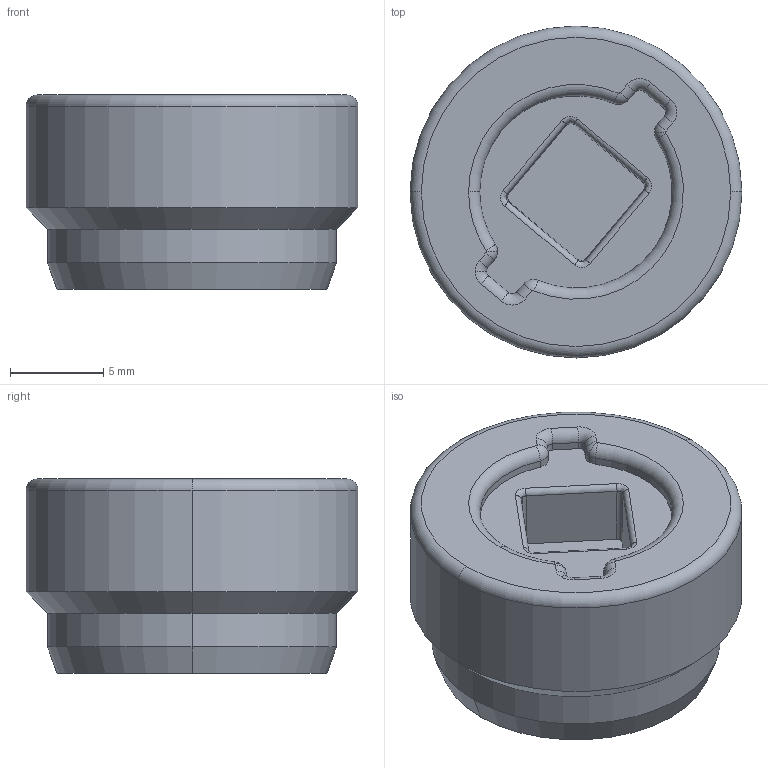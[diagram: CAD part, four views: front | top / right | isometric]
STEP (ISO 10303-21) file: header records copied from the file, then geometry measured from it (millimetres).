
FILE_DESCRIPTION (( 'STEP AP203' ), '1' );
FILE_NAME ('CilindroB.STEP', '2022-01-19T12:59:12', ( '' ), ( '' ), 'SwSTEP 2.0', 'SolidWorks 2016', '' );
FILE_SCHEMA (( 'CONFIG_CONTROL_DESIGN' ));
Length unit declared in the file: millimetre
Products named in the file (1): CilindroB
Bounding box: 17.77 x 17.77 x 10.4 mm (x, y, z)
Volume: 2074.6 mm3; surface area: 1171.9 mm2
Topology: 1 solids, 1 shells, 88 faces, 205 edges, 124 vertices
Faces by surface type: cylinder 35, plane 25, torus 16, cone 8, bspline 4
Entity records: 2626 total; most frequent: CARTESIAN_POINT 534, DIRECTION 451, ORIENTED_EDGE 410, EDGE_CURVE 205, AXIS2_PLACEMENT_3D 177, VERTEX_POINT 124, VECTOR 97, LINE 97
